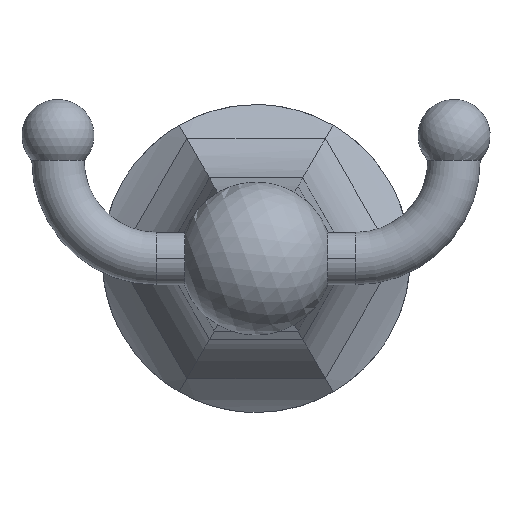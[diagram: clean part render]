
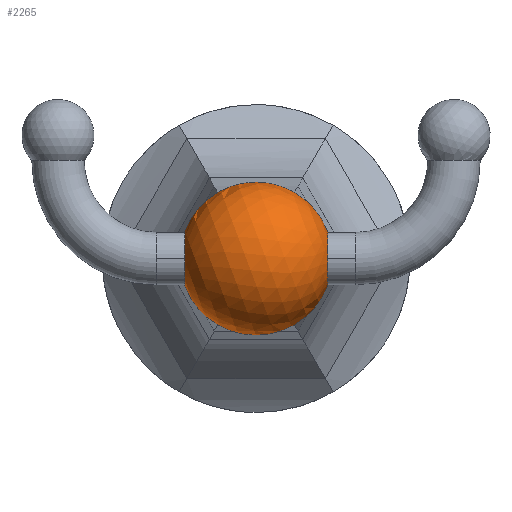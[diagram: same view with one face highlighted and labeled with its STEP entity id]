
A CAD part, front view. The second image highlights one B-rep face of the part: STEP entity #2265.
In plain terms, the highlighted spherical face has radius 11.659 mm.
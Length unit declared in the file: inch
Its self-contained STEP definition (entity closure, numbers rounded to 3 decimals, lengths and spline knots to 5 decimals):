
#629=CARTESIAN_POINT('',(0.,-1.88453,0.));
#630=DIRECTION('',(0.,1.,0.));
#631=DIRECTION('',(-0.936,0.,0.352));
#632=AXIS2_PLACEMENT_3D('',#629,#630,#631);
#634=CARTESIAN_POINT('',(0.,-1.88453,0.));
#635=DIRECTION('',(0.,1.,0.));
#636=DIRECTION('',(0.,0.,1.));
#637=AXIS2_PLACEMENT_3D('',#634,#635,#636);
#639=CARTESIAN_POINT('',(0.42965,-1.88453,0.));
#640=DIRECTION('',(1.,0.,0.));
#641=DIRECTION('',(0.,0.,1.));
#642=AXIS2_PLACEMENT_3D('',#639,#640,#641);
#644=CARTESIAN_POINT('',(0.,-1.88453,0.));
#645=DIRECTION('',(0.,1.,0.));
#646=DIRECTION('',(0.936,0.,-0.352));
#647=AXIS2_PLACEMENT_3D('',#644,#645,#646);
#649=CARTESIAN_POINT('',(0.,-1.88453,0.));
#650=DIRECTION('',(0.,1.,0.));
#651=DIRECTION('',(0.,0.,-1.));
#652=AXIS2_PLACEMENT_3D('',#649,#650,#651);
#654=CARTESIAN_POINT('',(-0.42965,-1.88453,0.));
#655=DIRECTION('',(-1.,0.,0.));
#656=DIRECTION('',(0.,0.,-1.));
#657=AXIS2_PLACEMENT_3D('',#654,#655,#656);
#1911=CARTESIAN_POINT('',(-0.42965,-1.88453,0.1615));
#1912=CARTESIAN_POINT('',(0.,-1.88453,0.459));
#1913=VERTEX_POINT('',#1911);
#1914=VERTEX_POINT('',#1912);
#1915=CARTESIAN_POINT('',(-0.42965,-1.88453,-0.1615));
#1916=VERTEX_POINT('',#1915);
#1917=CARTESIAN_POINT('',(0.,-1.88453,-0.459));
#1918=VERTEX_POINT('',#1917);
#1919=CARTESIAN_POINT('',(0.42965,-1.88453,-0.1615));
#1920=VERTEX_POINT('',#1919);
#1921=CARTESIAN_POINT('',(0.42965,-1.88453,0.1615));
#1922=VERTEX_POINT('',#1921);
#2250=CARTESIAN_POINT('',(0.,-1.88453,0.));
#2251=DIRECTION('',(0.936,0.,0.352));
#2252=DIRECTION('',(0.352,0.,-0.936));
#2253=AXIS2_PLACEMENT_3D('',#2250,#2251,#2252);
#2254=SPHERICAL_SURFACE('',#2253,0.459);
#2255=ORIENTED_EDGE('',*,*,#2231,.T.);
#2256=ORIENTED_EDGE('',*,*,#2241,.T.);
#2258=ORIENTED_EDGE('',*,*,#2257,.T.);
#2259=ORIENTED_EDGE('',*,*,#2237,.T.);
#2260=ORIENTED_EDGE('',*,*,#2235,.T.);
#2262=ORIENTED_EDGE('',*,*,#2261,.T.);
#2263=EDGE_LOOP('',(#2255,#2256,#2258,#2259,#2260,#2262));
#2264=FACE_OUTER_BOUND('',#2263,.F.);
#2265=ADVANCED_FACE('',(#2264),#2254,.T.);
#633=CIRCLE('',#632,0.459);
#638=CIRCLE('',#637,0.459);
#643=CIRCLE('',#642,0.1615);
#648=CIRCLE('',#647,0.459);
#653=CIRCLE('',#652,0.459);
#658=CIRCLE('',#657,0.1615);
#2231=EDGE_CURVE('',#1913,#1914,#633,.T.);
#2235=EDGE_CURVE('',#1918,#1916,#653,.T.);
#2237=EDGE_CURVE('',#1920,#1918,#648,.T.);
#2241=EDGE_CURVE('',#1914,#1922,#638,.T.);
#2257=EDGE_CURVE('',#1922,#1920,#643,.T.);
#2261=EDGE_CURVE('',#1916,#1913,#658,.T.);
